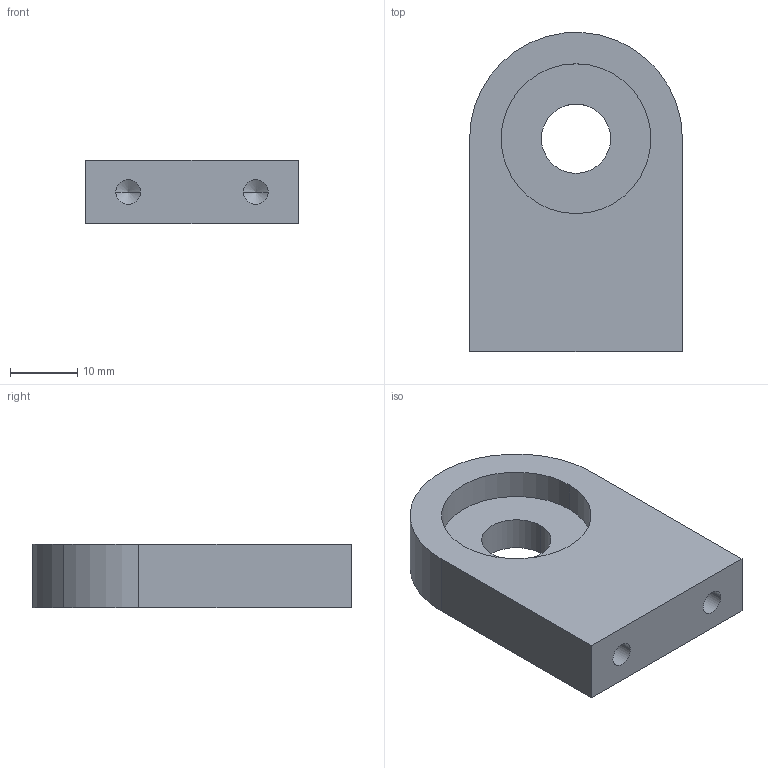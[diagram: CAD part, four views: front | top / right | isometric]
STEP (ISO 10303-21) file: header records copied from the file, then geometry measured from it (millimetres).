
FILE_DESCRIPTION((''),'2;1');
FILE_NAME('pillowblock-I.stp','2002-01-11T21:46:31',('Ed Sparks'),(''),'Autodesk Inventor (tm) 3.0','Autodesk Inventor (tm) 3.0','');
FILE_SCHEMA(('CONFIG_CONTROL_DESIGN'));
Length unit declared in the file: inch
Products named in the file (1): pillowblock-I
Bounding box: 31.75 x 47.6 x 9.53 mm (x, y, z)
Volume: 10925.1 mm3; surface area: 4797 mm2
Topology: 1 solids, 1 shells, 20 faces, 47 edges, 28 vertices
Faces by surface type: bspline 13, plane 5, cylinder 2
Entity records: 808 total; most frequent: CARTESIAN_POINT 299, ORIENTED_EDGE 86, DIRECTION 79, EDGE_CURVE 43, AXIS2_PLACEMENT_3D 28, VERTEX_POINT 28, EDGE_LOOP 25, VECTOR 23
